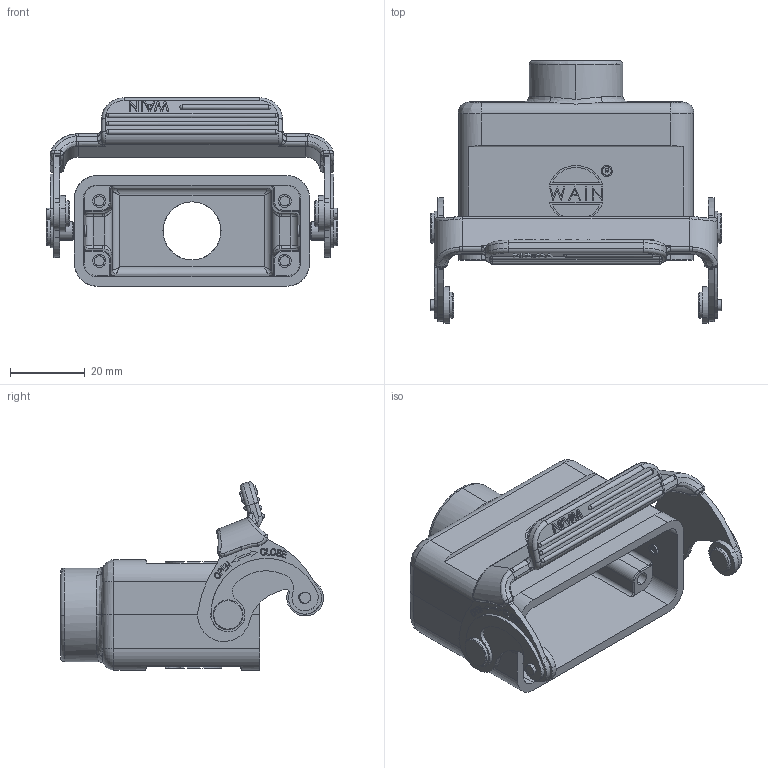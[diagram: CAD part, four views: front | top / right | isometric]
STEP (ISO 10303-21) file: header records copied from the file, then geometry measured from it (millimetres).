
FILE_DESCRIPTION((''),'2;1');
FILE_NAME('PRT0014','2024-01-26T',('11539'),(''),'PRO/ENGINEER BY PARAMETRIC TECHNOLOGY CORPORATION, 2012480','PRO/ENGINEER BY PARAMETRIC TECHNOLOGY CORPORATION, 2012480','');
FILE_SCHEMA(('CONFIG_CONTROL_DESIGN'));
Length unit declared in the file: millimetre
Products named in the file (1): PRT0014
Bounding box: 77.7 x 70.15 x 50.26 mm (x, y, z)
Volume: 35587.6 mm3; surface area: 25515.6 mm2
Topology: 1 solids, 12 shells, 1138 faces, 3020 edges, 1994 vertices
Faces by surface type: plane 544, cylinder 224, extrusion 224, bspline 82, torus 28, cone 22, sphere 14
Entity records: 43736 total; most frequent: CARTESIAN_POINT 16667, ORIENTED_EDGE 6008, DIRECTION 4726, EDGE_CURVE 3004, VERTEX_POINT 1994, VECTOR 1904, LINE 1680, AXIS2_PLACEMENT_3D 1411
